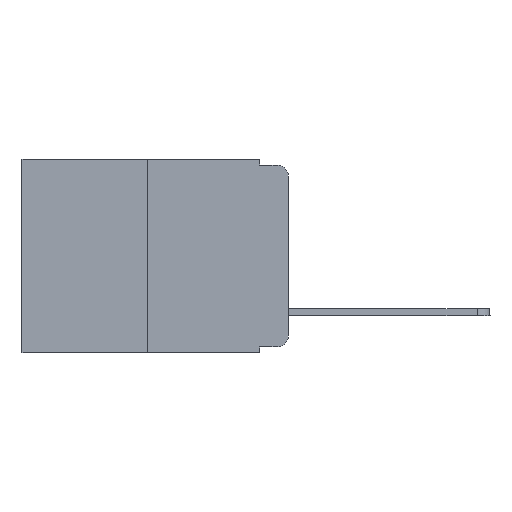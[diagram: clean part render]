
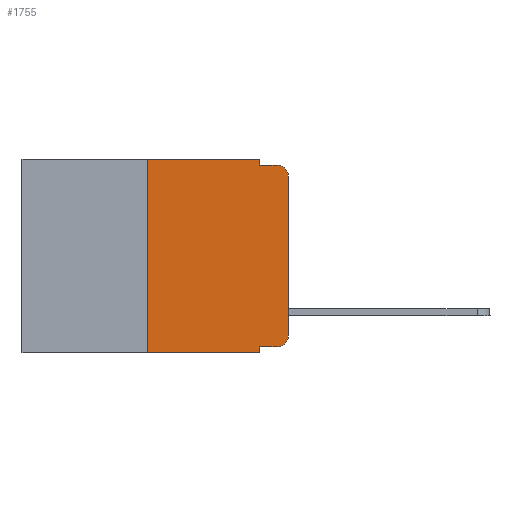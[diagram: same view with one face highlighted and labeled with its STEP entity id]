
A CAD part, left-side view. The second image highlights one B-rep face of the part: STEP entity #1755.
In plain terms, the highlighted planar face has unit normal (-1, 0, 0).
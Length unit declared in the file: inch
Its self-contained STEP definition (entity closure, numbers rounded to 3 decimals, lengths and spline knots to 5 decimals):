
#99 = AXIS2_PLACEMENT_3D ( 'NONE', #2707, #1765, #221 ) ;
#221 = DIRECTION ( 'NONE',  ( 0., 0., -1. ) ) ;
#311 = DIRECTION ( 'NONE',  ( 0., -1., 0. ) ) ;
#535 = CARTESIAN_POINT ( 'NONE',  ( 0., 0.473, 0. ) ) ;
#740 = CARTESIAN_POINT ( 'NONE',  ( 0., 0.051, -0.333 ) ) ;
#744 = CARTESIAN_POINT ( 'NONE',  ( 0., 0.25, 0. ) ) ;
#768 = VERTEX_POINT ( 'NONE', #8012 ) ;
#930 = VERTEX_POINT ( 'NONE', #3694 ) ;
#998 = EDGE_CURVE ( 'NONE', #8153, #9563, #3950, .T. ) ;
#1105 = DIRECTION ( 'NONE',  ( -1., 0., 0. ) ) ;
#1106 = AXIS2_PLACEMENT_3D ( 'NONE', #5359, #1105, #7763 ) ;
#1111 = VECTOR ( 'NONE', #8318, 39.37008 ) ;
#1242 = CARTESIAN_POINT ( 'NONE',  ( 0., 0.02, -0.333 ) ) ;
#1740 = VECTOR ( 'NONE', #2187, 39.37008 ) ;
#1755 = ADVANCED_FACE ( 'NONE', ( #8614 ), #4765, .F. ) ;
#1765 = DIRECTION ( 'NONE',  ( -1., 0., 0. ) ) ;
#1824 = CARTESIAN_POINT ( 'NONE',  ( 0., 0.25, 0. ) ) ;
#1866 = LINE ( 'NONE', #2108, #6035 ) ;
#1945 = VERTEX_POINT ( 'NONE', #10424 ) ;
#2108 = CARTESIAN_POINT ( 'NONE',  ( 0., 0.051, -0.01 ) ) ;
#2187 = DIRECTION ( 'NONE',  ( 0., -1., 0. ) ) ;
#2255 = ORIENTED_EDGE ( 'NONE', *, *, #4652, .F. ) ;
#2558 = ORIENTED_EDGE ( 'NONE', *, *, #8927, .T. ) ;
#2707 = CARTESIAN_POINT ( 'NONE',  ( 0., 0.02, -0.313 ) ) ;
#3036 = LINE ( 'NONE', #7511, #1111 ) ;
#3127 = CARTESIAN_POINT ( 'NONE',  ( 0., 0.473, 0. ) ) ;
#3280 = CARTESIAN_POINT ( 'NONE',  ( 0., 0.051, -0.333 ) ) ;
#3629 = EDGE_CURVE ( 'NONE', #8784, #768, #8527, .T. ) ;
#3672 = CARTESIAN_POINT ( 'NONE',  ( 0., 0.051, -0.343 ) ) ;
#3688 = LINE ( 'NONE', #9618, #5357 ) ;
#3694 = CARTESIAN_POINT ( 'NONE',  ( 0., 0.02, -0.01 ) ) ;
#3949 = VECTOR ( 'NONE', #9894, 39.37008 ) ;
#3950 = LINE ( 'NONE', #535, #1740 ) ;
#4073 = ORIENTED_EDGE ( 'NONE', *, *, #6272, .T. ) ;
#4316 = LINE ( 'NONE', #4477, #4447 ) ;
#4324 = LINE ( 'NONE', #1824, #8488 ) ;
#4447 = VECTOR ( 'NONE', #311, 39.37008 ) ;
#4477 = CARTESIAN_POINT ( 'NONE',  ( 0., 0.473, -0.343 ) ) ;
#4652 = EDGE_CURVE ( 'NONE', #1945, #930, #1866, .T. ) ;
#4660 = CARTESIAN_POINT ( 'NONE',  ( 0., 0.25, -0.343 ) ) ;
#4765 = PLANE ( 'NONE',  #4859 ) ;
#4859 = AXIS2_PLACEMENT_3D ( 'NONE', #3127, #8946, #7199 ) ;
#4925 = EDGE_CURVE ( 'NONE', #8576, #8916, #9152, .T. ) ;
#4927 = ORIENTED_EDGE ( 'NONE', *, *, #3629, .T. ) ;
#5052 = ORIENTED_EDGE ( 'NONE', *, *, #6204, .F. ) ;
#5137 = ORIENTED_EDGE ( 'NONE', *, *, #4925, .T. ) ;
#5234 = DIRECTION ( 'NONE',  ( 0., 0., 1. ) ) ;
#5271 = VECTOR ( 'NONE', #5234, 39.37008 ) ;
#5357 = VECTOR ( 'NONE', #7091, 39.37008 ) ;
#5359 = CARTESIAN_POINT ( 'NONE',  ( 0., 0.02, -0.03 ) ) ;
#5583 = EDGE_CURVE ( 'NONE', #8576, #7215, #3036, .T. ) ;
#5706 = EDGE_CURVE ( 'NONE', #8916, #8784, #6929, .T. ) ;
#5708 = ORIENTED_EDGE ( 'NONE', *, *, #998, .F. ) ;
#6035 = VECTOR ( 'NONE', #10438, 39.37008 ) ;
#6204 = EDGE_CURVE ( 'NONE', #10750, #8153, #4324, .T. ) ;
#6272 = EDGE_CURVE ( 'NONE', #10750, #7215, #4316, .T. ) ;
#6472 = EDGE_CURVE ( 'NONE', #9563, #1945, #3688, .T. ) ;
#6815 = CARTESIAN_POINT ( 'NONE',  ( 0., 0., -0.313 ) ) ;
#6929 = CIRCLE ( 'NONE', #99, 0.02 ) ;
#6981 = CARTESIAN_POINT ( 'NONE',  ( 0., 0.051, 0. ) ) ;
#7091 = DIRECTION ( 'NONE',  ( 0., 0., -1. ) ) ;
#7199 = DIRECTION ( 'NONE',  ( 0., 0., -1. ) ) ;
#7215 = VERTEX_POINT ( 'NONE', #3672 ) ;
#7510 = CIRCLE ( 'NONE', #1106, 0.02 ) ;
#7511 = CARTESIAN_POINT ( 'NONE',  ( 0., 0.051, 0. ) ) ;
#7603 = EDGE_LOOP ( 'NONE', ( #4927, #2558, #2255, #9687, #5708, #5052, #4073, #10748, #5137, #9767 ) ) ;
#7634 = CARTESIAN_POINT ( 'NONE',  ( 0., 0., 0. ) ) ;
#7717 = DIRECTION ( 'NONE',  ( 0., 0., 1. ) ) ;
#7763 = DIRECTION ( 'NONE',  ( 0., 0., -1. ) ) ;
#8012 = CARTESIAN_POINT ( 'NONE',  ( 0., 0., -0.03 ) ) ;
#8153 = VERTEX_POINT ( 'NONE', #744 ) ;
#8318 = DIRECTION ( 'NONE',  ( 0., 0., -1. ) ) ;
#8488 = VECTOR ( 'NONE', #7717, 39.37008 ) ;
#8527 = LINE ( 'NONE', #7634, #5271 ) ;
#8576 = VERTEX_POINT ( 'NONE', #740 ) ;
#8614 = FACE_OUTER_BOUND ( 'NONE', #7603, .T. ) ;
#8784 = VERTEX_POINT ( 'NONE', #6815 ) ;
#8916 = VERTEX_POINT ( 'NONE', #1242 ) ;
#8927 = EDGE_CURVE ( 'NONE', #768, #930, #7510, .T. ) ;
#8946 = DIRECTION ( 'NONE',  ( 1., 0., 0. ) ) ;
#9152 = LINE ( 'NONE', #3280, #3949 ) ;
#9563 = VERTEX_POINT ( 'NONE', #6981 ) ;
#9618 = CARTESIAN_POINT ( 'NONE',  ( 0., 0.051, 0. ) ) ;
#9687 = ORIENTED_EDGE ( 'NONE', *, *, #6472, .F. ) ;
#9767 = ORIENTED_EDGE ( 'NONE', *, *, #5706, .T. ) ;
#9894 = DIRECTION ( 'NONE',  ( 0., -1., 0. ) ) ;
#10424 = CARTESIAN_POINT ( 'NONE',  ( 0., 0.051, -0.01 ) ) ;
#10438 = DIRECTION ( 'NONE',  ( 0., -1., 0. ) ) ;
#10748 = ORIENTED_EDGE ( 'NONE', *, *, #5583, .F. ) ;
#10750 = VERTEX_POINT ( 'NONE', #4660 ) ;
